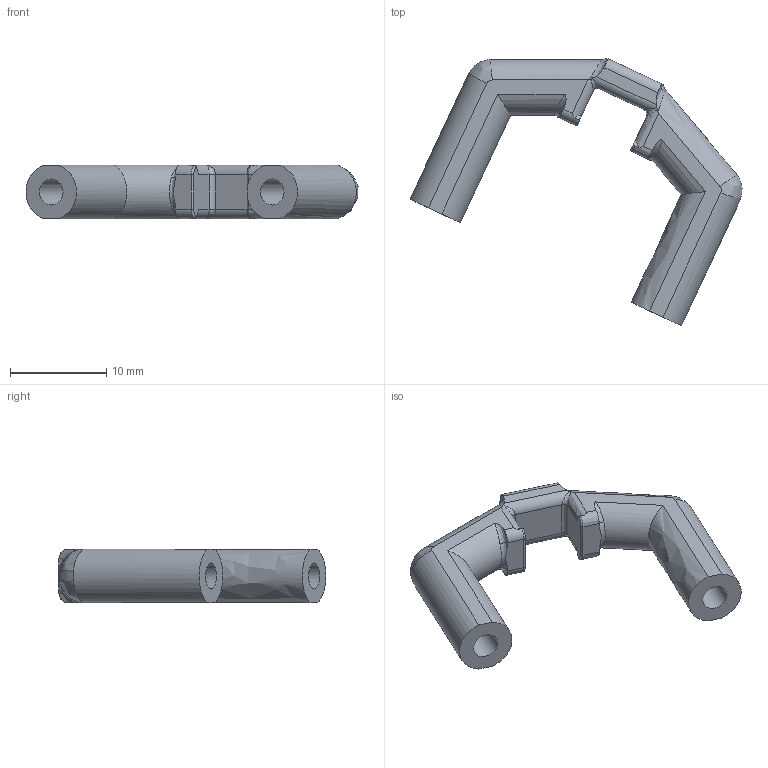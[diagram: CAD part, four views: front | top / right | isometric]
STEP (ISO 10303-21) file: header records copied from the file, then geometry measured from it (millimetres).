
FILE_DESCRIPTION((''),'2;1');
FILE_NAME('filename', '',(''),(''),'','','');
FILE_SCHEMA(('AUTOMOTIVE_DESIGN { 1 0 10303 214 1 1 1 1 }'));
Length unit declared in the file: millimetre
Products named in the file (1): CornerMainSupport_updated
Bounding box: 34.47 x 27.8 x 5.6 mm (x, y, z)
Volume: 1342.9 mm3; surface area: 1234.8 mm2
Topology: 1 solids, 1 shells, 92 faces, 242 edges, 154 vertices
Faces by surface type: bspline 55, cylinder 21, plane 14, torus 2
Full cylindrical faces by diameter (mm): 2.7 x1
Entity records: 3968 total; most frequent: CARTESIAN_POINT 1932, ORIENTED_EDGE 480, DIRECTION 328, EDGE_CURVE 240, VERTEX_POINT 154, AXIS2_PLACEMENT_3D 128, EDGE_LOOP 96, FACE_OUTER_BOUND 92
